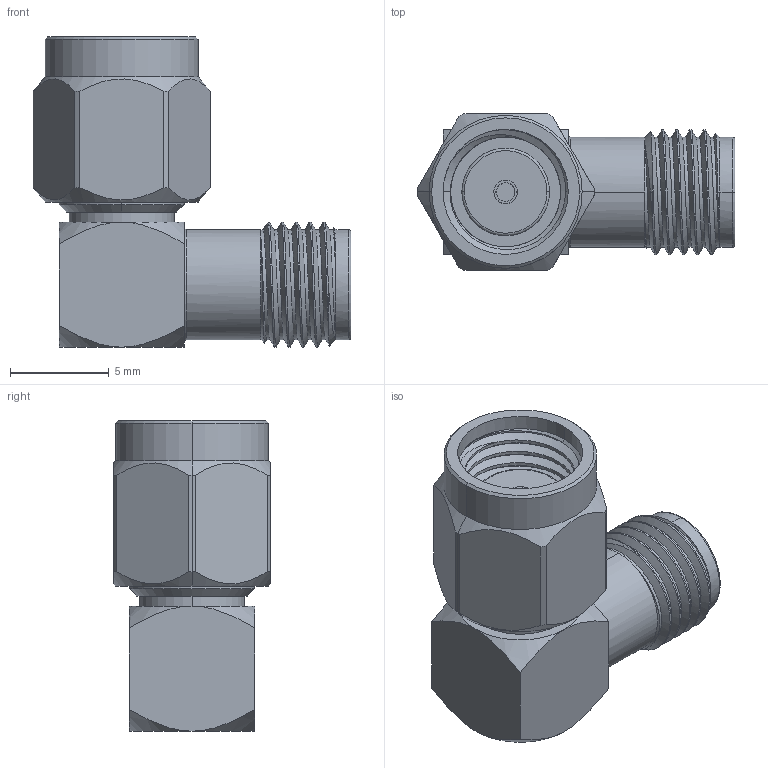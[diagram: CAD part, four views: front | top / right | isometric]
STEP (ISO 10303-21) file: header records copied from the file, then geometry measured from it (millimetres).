
FILE_DESCRIPTION (( 'STEP AP203' ), '1' );
FILE_NAME ('PE91263.step', '2018-07-16T20:30:31', ( '' ), ( '' ), 'SwSTEP 2.0', 'SolidWorks 2017', '' );
FILE_SCHEMA (( 'CONFIG_CONTROL_DESIGN' ));
Length unit declared in the file: inch
Products named in the file (1): PE91263
Bounding box: 16.13 x 7.94 x 15.75 mm (x, y, z)
Volume: 791.3 mm3; surface area: 936.7 mm2
Topology: 1 solids, 1 shells, 129 faces, 321 edges, 203 vertices
Faces by surface type: cylinder 53, plane 37, cone 27, torus 6, bspline 6
Entity records: 6015 total; most frequent: CARTESIAN_POINT 3047, ORIENTED_EDGE 642, DIRECTION 576, EDGE_CURVE 321, AXIS2_PLACEMENT_3D 233, VERTEX_POINT 203, EDGE_LOOP 138, FACE_OUTER_BOUND 129
